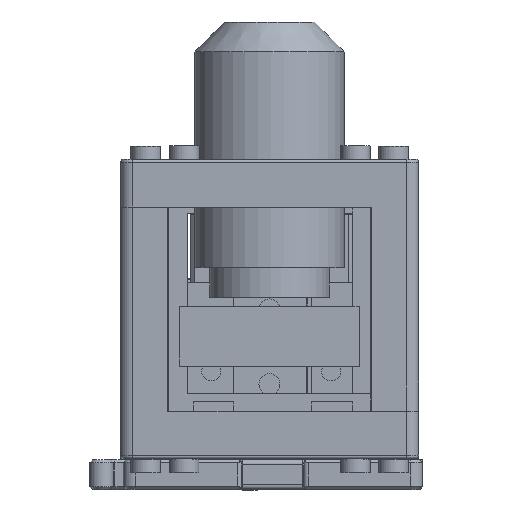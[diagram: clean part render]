
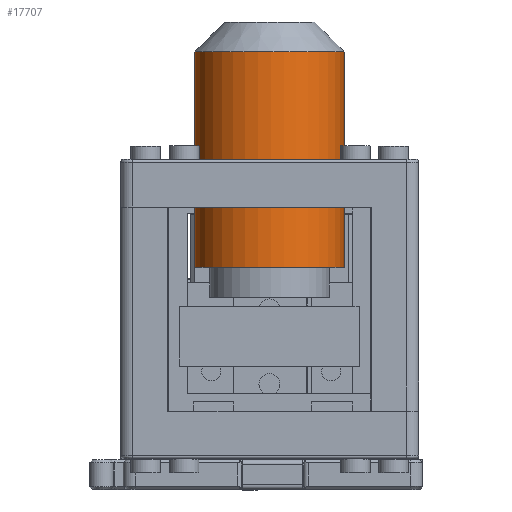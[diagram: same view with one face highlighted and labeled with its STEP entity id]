
A CAD part, top view. The second image highlights one B-rep face of the part: STEP entity #17707.
In plain terms, the highlighted cylindrical face has radius 12.5 mm (diameter 25 mm), a full revolution.
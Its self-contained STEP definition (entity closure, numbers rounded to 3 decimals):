
#1554=FACE_OUTER_BOUND('',#2589,.T.);
#2589=EDGE_LOOP('',(#14521,#14522,#14523,#14524));
#4122=LINE('',#28382,#5965);
#5965=VECTOR('',#22994,12.5);
#7165=CIRCLE('',#19341,12.5);
#7166=CIRCLE('',#19343,12.5);
#8419=VERTEX_POINT('',#28377);
#8420=VERTEX_POINT('',#28381);
#10565=EDGE_CURVE('',#8419,#8419,#7165,.T.);
#10566=EDGE_CURVE('',#8419,#8420,#4122,.T.);
#10567=EDGE_CURVE('',#8420,#8420,#7166,.T.);
#14521=ORIENTED_EDGE('',*,*,#10565,.F.);
#14522=ORIENTED_EDGE('',*,*,#10566,.T.);
#14523=ORIENTED_EDGE('',*,*,#10567,.F.);
#14524=ORIENTED_EDGE('',*,*,#10566,.F.);
#17034=CYLINDRICAL_SURFACE('',#19342,12.5);
#17707=ADVANCED_FACE('',(#1554),#17034,.T.);
#19341=AXIS2_PLACEMENT_3D('',#28379,#22990,#22991);
#19342=AXIS2_PLACEMENT_3D('',#28380,#22992,#22993);
#19343=AXIS2_PLACEMENT_3D('',#28383,#22995,#22996);
#22990=DIRECTION('center_axis',(0.,0.,1.));
#22991=DIRECTION('ref_axis',(-1.,0.,0.));
#22992=DIRECTION('center_axis',(0.,0.,1.));
#22993=DIRECTION('ref_axis',(-1.,0.,0.));
#22994=DIRECTION('',(0.,0.,-1.));
#22995=DIRECTION('center_axis',(0.,0.,-1.));
#22996=DIRECTION('ref_axis',(-1.,0.,0.));
#28377=CARTESIAN_POINT('',(11.773,0.583,36.));
#28379=CARTESIAN_POINT('Origin',(-0.727,0.583,36.));
#28380=CARTESIAN_POINT('Origin',(-0.727,0.583,0.));
#28381=CARTESIAN_POINT('',(11.773,0.583,0.));
#28382=CARTESIAN_POINT('',(11.773,0.583,0.));
#28383=CARTESIAN_POINT('Origin',(-0.727,0.583,0.));
